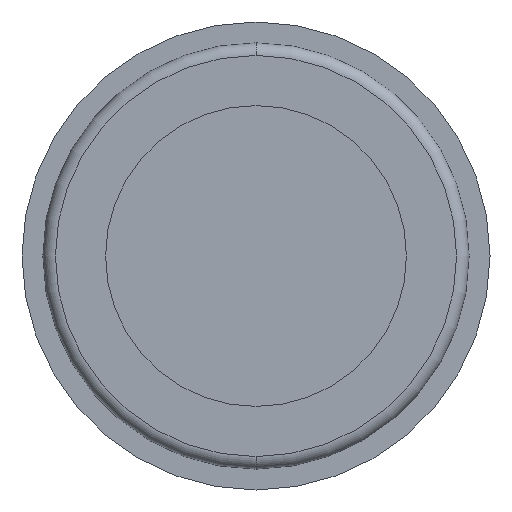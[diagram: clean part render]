
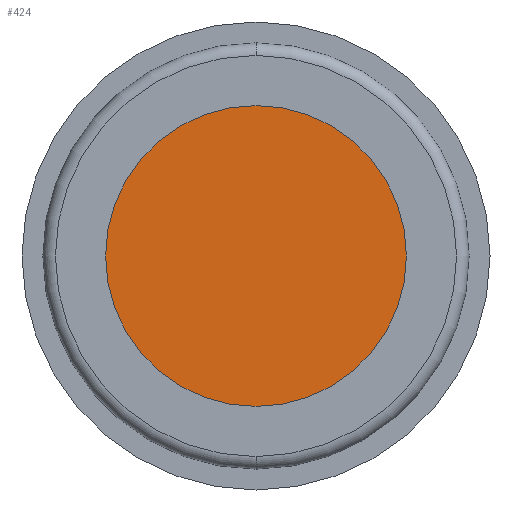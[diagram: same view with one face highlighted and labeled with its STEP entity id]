
A CAD part, front view. The second image highlights one B-rep face of the part: STEP entity #424.
In plain terms, the highlighted planar face has unit normal (0, -1, 0).
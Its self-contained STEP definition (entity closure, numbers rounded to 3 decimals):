
#18 = EDGE_CURVE ( 'NONE', #505, #514, #453, .T. ) ;
#58 = EDGE_LOOP ( 'NONE', ( #113, #115 ) ) ;
#113 = ORIENTED_EDGE ( 'NONE', *, *, #18, .F. ) ;
#115 = ORIENTED_EDGE ( 'NONE', *, *, #478, .F. ) ;
#205 = CARTESIAN_POINT ( 'NONE',  ( 0., 12.7, 0. ) ) ;
#206 = DIRECTION ( 'NONE',  ( 0., 1., 0. ) ) ;
#207 = DIRECTION ( 'NONE',  ( 0., 0., 1. ) ) ;
#257 = CARTESIAN_POINT ( 'NONE',  ( 0., 12.7, 18. ) ) ;
#258 = CARTESIAN_POINT ( 'NONE',  ( 0., 12.7, -18. ) ) ;
#342 = AXIS2_PLACEMENT_3D ( 'NONE', #205, #206, #207 ) ;
#383 = CIRCLE ( 'NONE', #342, 18. ) ;
#424 = ADVANCED_FACE ( 'NONE', ( #575 ), #733, .F. ) ;
#453 = CIRCLE ( 'NONE', #549, 18. ) ;
#478 = EDGE_CURVE ( 'NONE', #514, #505, #383, .T. ) ;
#505 = VERTEX_POINT ( 'NONE', #257 ) ;
#514 = VERTEX_POINT ( 'NONE', #258 ) ;
#549 = AXIS2_PLACEMENT_3D ( 'NONE', #677, #678, #679 ) ;
#575 = FACE_OUTER_BOUND ( 'NONE', #58, .T. ) ;
#578 = AXIS2_PLACEMENT_3D ( 'NONE', #734, #735, #736 ) ;
#677 = CARTESIAN_POINT ( 'NONE',  ( 0., 12.7, 0. ) ) ;
#678 = DIRECTION ( 'NONE',  ( 0., 1., 0. ) ) ;
#679 = DIRECTION ( 'NONE',  ( 0., 0., 1. ) ) ;
#733 = PLANE ( 'NONE',  #578 ) ;
#734 = CARTESIAN_POINT ( 'NONE',  ( 18., 12.7, 0. ) ) ;
#735 = DIRECTION ( 'NONE',  ( 0., 1., 0. ) ) ;
#736 = DIRECTION ( 'NONE',  ( 0., 0., 1. ) ) ;
